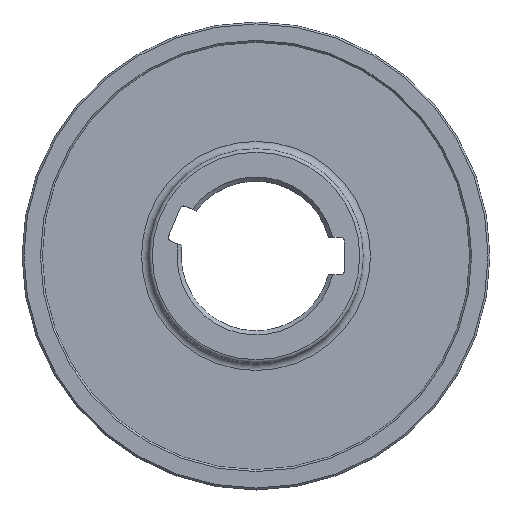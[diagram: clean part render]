
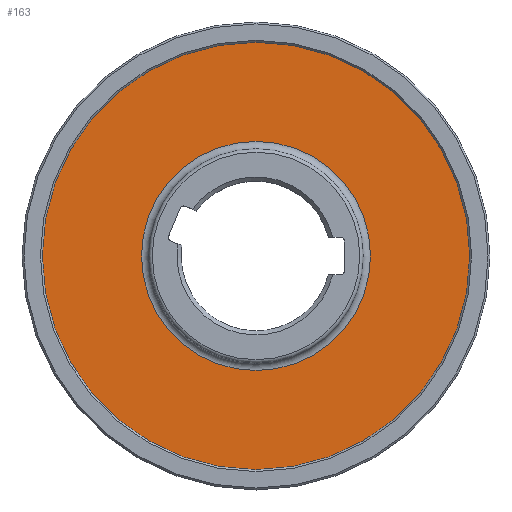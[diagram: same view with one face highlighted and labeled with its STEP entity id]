
A CAD part, top view. The second image highlights one B-rep face of the part: STEP entity #163.
In plain terms, the highlighted planar face has unit normal (0, 0, 1).
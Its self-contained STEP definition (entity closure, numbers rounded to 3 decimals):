
#93=PLANE('',#672);
#163=ADVANCED_FACE('',(#223,#224),#93,.T.);
#223=FACE_BOUND('',#269,.T.);
#224=FACE_BOUND('',#270,.T.);
#269=EDGE_LOOP('',(#353));
#270=EDGE_LOOP('',(#354));
#353=ORIENTED_EDGE('',*,*,#536,.T.);
#354=ORIENTED_EDGE('',*,*,#535,.F.);
#481=VERTEX_POINT('',#985);
#482=VERTEX_POINT('',#988);
#535=EDGE_CURVE('',#481,#481,#593,.T.);
#536=EDGE_CURVE('',#482,#482,#594,.T.);
#593=CIRCLE('',#669,58.39);
#594=CIRCLE('',#671,30.597);
#669=AXIS2_PLACEMENT_3D('',#984,#802,#803);
#671=AXIS2_PLACEMENT_3D('',#987,#806,#807);
#672=AXIS2_PLACEMENT_3D('',#989,#808,#809);
#802=DIRECTION('',(0.,0.,-1.));
#803=DIRECTION('',(0.,1.,0.));
#806=DIRECTION('',(0.,0.,-1.));
#807=DIRECTION('',(0.,1.,0.));
#808=DIRECTION('',(0.,0.,1.));
#809=DIRECTION('',(0.,1.,0.));
#984=CARTESIAN_POINT('',(0.,0.,-2.503));
#985=CARTESIAN_POINT('',(0.,58.39,-2.503));
#987=CARTESIAN_POINT('',(0.,0.,-2.503));
#988=CARTESIAN_POINT('',(0.,30.597,-2.503));
#989=CARTESIAN_POINT('',(0.,58.39,-2.503));
